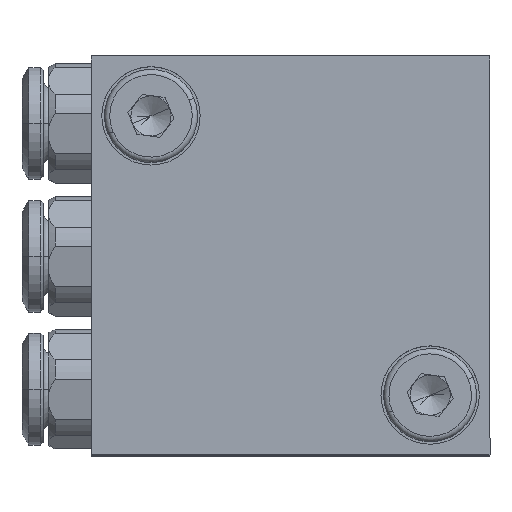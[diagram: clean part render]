
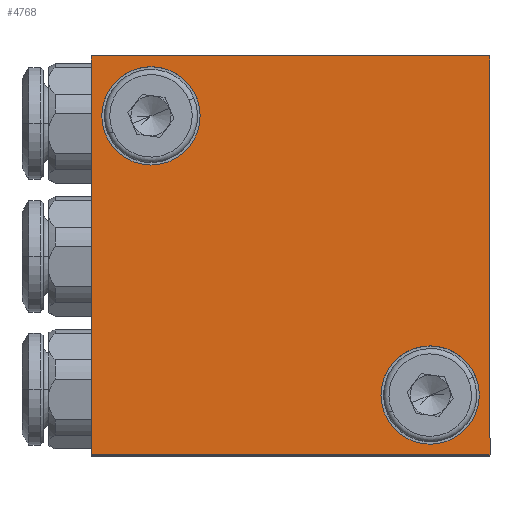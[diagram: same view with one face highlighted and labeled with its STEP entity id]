
A CAD part, top view. The second image highlights one B-rep face of the part: STEP entity #4768.
In plain terms, the highlighted planar face has unit normal (0, 0, 1).
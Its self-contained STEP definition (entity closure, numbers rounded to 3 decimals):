
#299 = DIRECTION ( 'NONE',  ( 0., 0., 1. ) ) ;
#311 = AXIS2_PLACEMENT_3D ( 'NONE', #12388, #2422, #14057 ) ;
#338 = CARTESIAN_POINT ( 'NONE',  ( -15., 15., 49.6 ) ) ;
#1011 = DIRECTION ( 'NONE',  ( 0., 0., 1. ) ) ;
#1456 = DIRECTION ( 'NONE',  ( 0., 1., 0. ) ) ;
#1736 = AXIS2_PLACEMENT_3D ( 'NONE', #2106, #13745, #3777 ) ;
#2034 = DIRECTION ( 'NONE',  ( 1., 0., 0. ) ) ;
#2059 = ORIENTED_EDGE ( 'NONE', *, *, #11547, .F. ) ;
#2106 = CARTESIAN_POINT ( 'NONE',  ( -10.5, 10.5, 49.6 ) ) ;
#2422 = DIRECTION ( 'NONE',  ( 0., 0., 1. ) ) ;
#2781 = DIRECTION ( 'NONE',  ( 0., 0., 1. ) ) ;
#3379 = VERTEX_POINT ( 'NONE', #5837 ) ;
#3443 = LINE ( 'NONE', #6478, #20090 ) ;
#3777 = DIRECTION ( 'NONE',  ( -1., 0., 0. ) ) ;
#3981 = ORIENTED_EDGE ( 'NONE', *, *, #14654, .F. ) ;
#4768 = ADVANCED_FACE ( 'NONE', ( #17185, #4955, #12743 ), #7623, .T. ) ;
#4955 = FACE_BOUND ( 'NONE', #14436, .T. ) ;
#5349 = LINE ( 'NONE', #338, #18604 ) ;
#5524 = VERTEX_POINT ( 'NONE', #9035 ) ;
#5837 = CARTESIAN_POINT ( 'NONE',  ( -14.2, 10.5, 49.6 ) ) ;
#6114 = CIRCLE ( 'NONE', #11463, 3.7 ) ;
#6478 = CARTESIAN_POINT ( 'NONE',  ( -15., 15., 49.6 ) ) ;
#6588 = VERTEX_POINT ( 'NONE', #12748 ) ;
#6751 = CARTESIAN_POINT ( 'NONE',  ( 15., 15., 49.6 ) ) ;
#6984 = VERTEX_POINT ( 'NONE', #8879 ) ;
#7623 = PLANE ( 'NONE',  #19602 ) ;
#8158 = VERTEX_POINT ( 'NONE', #17998 ) ;
#8879 = CARTESIAN_POINT ( 'NONE',  ( 14.2, -10.5, 49.6 ) ) ;
#8998 = ORIENTED_EDGE ( 'NONE', *, *, #20986, .F. ) ;
#9035 = CARTESIAN_POINT ( 'NONE',  ( 15., -15., 49.6 ) ) ;
#10275 = CARTESIAN_POINT ( 'NONE',  ( 10.5, -10.5, 49.6 ) ) ;
#10315 = CARTESIAN_POINT ( 'NONE',  ( 15., 15., 49.6 ) ) ;
#10967 = CARTESIAN_POINT ( 'NONE',  ( 15., -15., 49.6 ) ) ;
#10980 = CARTESIAN_POINT ( 'NONE',  ( -15., -15., 49.6 ) ) ;
#11080 = EDGE_CURVE ( 'NONE', #3379, #8158, #21454, .T. ) ;
#11207 = EDGE_CURVE ( 'NONE', #6984, #19674, #6114, .T. ) ;
#11463 = AXIS2_PLACEMENT_3D ( 'NONE', #12736, #2781, #14420 ) ;
#11547 = EDGE_CURVE ( 'NONE', #5524, #20458, #14425, .T. ) ;
#11940 = DIRECTION ( 'NONE',  ( -1., 0., 0. ) ) ;
#12018 = CARTESIAN_POINT ( 'NONE',  ( -15., -15., 49.6 ) ) ;
#12388 = CARTESIAN_POINT ( 'NONE',  ( -10.5, 10.5, 49.6 ) ) ;
#12641 = DIRECTION ( 'NONE',  ( -1., 0., 0. ) ) ;
#12734 = CIRCLE ( 'NONE', #18840, 3.7 ) ;
#12736 = CARTESIAN_POINT ( 'NONE',  ( 10.5, -10.5, 49.6 ) ) ;
#12743 = FACE_OUTER_BOUND ( 'NONE', #13052, .T. ) ;
#12748 = CARTESIAN_POINT ( 'NONE',  ( -15., 15., 49.6 ) ) ;
#13052 = EDGE_LOOP ( 'NONE', ( #18148, #3981, #20470, #2059 ) ) ;
#13745 = DIRECTION ( 'NONE',  ( 0., 0., 1. ) ) ;
#14057 = DIRECTION ( 'NONE',  ( -1., 0., 0. ) ) ;
#14420 = DIRECTION ( 'NONE',  ( -1., 0., 0. ) ) ;
#14425 = LINE ( 'NONE', #10980, #18853 ) ;
#14436 = EDGE_LOOP ( 'NONE', ( #17640, #8998 ) ) ;
#14561 = EDGE_CURVE ( 'NONE', #14639, #5524, #15729, .T. ) ;
#14639 = VERTEX_POINT ( 'NONE', #10315 ) ;
#14654 = EDGE_CURVE ( 'NONE', #6588, #14639, #5349, .T. ) ;
#15729 = LINE ( 'NONE', #6751, #16254 ) ;
#15992 = EDGE_CURVE ( 'NONE', #20458, #6588, #3443, .T. ) ;
#16202 = ORIENTED_EDGE ( 'NONE', *, *, #11207, .F. ) ;
#16254 = VECTOR ( 'NONE', #16723, 1000. ) ;
#16343 = CARTESIAN_POINT ( 'NONE',  ( 6.8, -10.5, 49.6 ) ) ;
#16723 = DIRECTION ( 'NONE',  ( 0., -1., 0. ) ) ;
#16974 = CIRCLE ( 'NONE', #1736, 3.7 ) ;
#17185 = FACE_BOUND ( 'NONE', #20623, .T. ) ;
#17621 = EDGE_CURVE ( 'NONE', #19674, #6984, #12734, .T. ) ;
#17640 = ORIENTED_EDGE ( 'NONE', *, *, #11080, .F. ) ;
#17998 = CARTESIAN_POINT ( 'NONE',  ( -6.8, 10.5, 49.6 ) ) ;
#18148 = ORIENTED_EDGE ( 'NONE', *, *, #14561, .F. ) ;
#18604 = VECTOR ( 'NONE', #2034, 1000. ) ;
#18840 = AXIS2_PLACEMENT_3D ( 'NONE', #10275, #299, #11940 ) ;
#18853 = VECTOR ( 'NONE', #20941, 1000. ) ;
#19602 = AXIS2_PLACEMENT_3D ( 'NONE', #10967, #1011, #12641 ) ;
#19674 = VERTEX_POINT ( 'NONE', #16343 ) ;
#19838 = ORIENTED_EDGE ( 'NONE', *, *, #17621, .F. ) ;
#20090 = VECTOR ( 'NONE', #1456, 1000. ) ;
#20458 = VERTEX_POINT ( 'NONE', #12018 ) ;
#20470 = ORIENTED_EDGE ( 'NONE', *, *, #15992, .F. ) ;
#20623 = EDGE_LOOP ( 'NONE', ( #19838, #16202 ) ) ;
#20941 = DIRECTION ( 'NONE',  ( -1., 0., 0. ) ) ;
#20986 = EDGE_CURVE ( 'NONE', #8158, #3379, #16974, .T. ) ;
#21454 = CIRCLE ( 'NONE', #311, 3.7 ) ;
